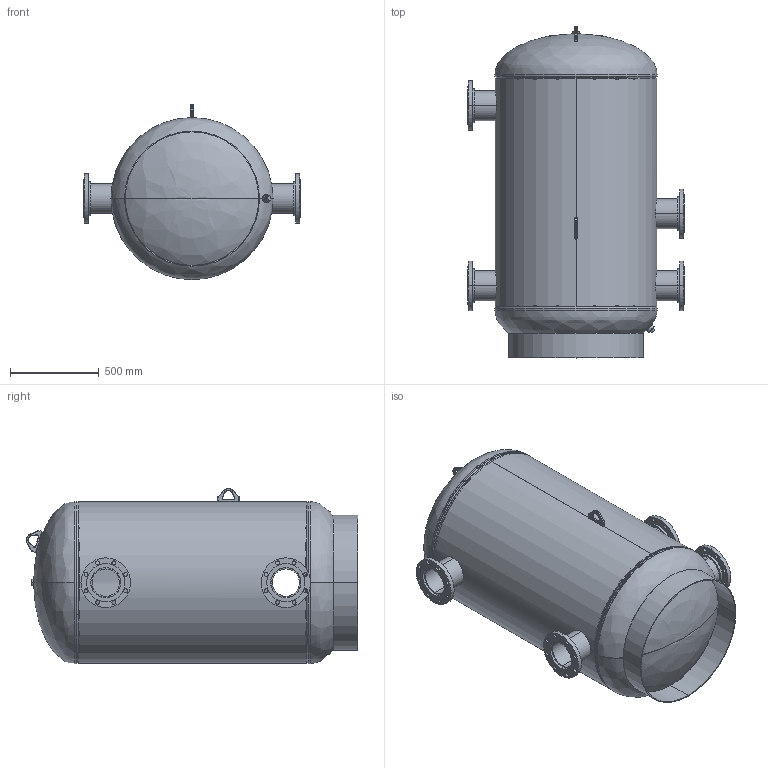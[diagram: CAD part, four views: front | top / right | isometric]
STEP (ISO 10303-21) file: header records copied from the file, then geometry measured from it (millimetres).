
FILE_DESCRIPTION (( 'STEP AP203' ), '1' );
FILE_NAME ('HBT-300-46.STEP', '2021-03-16T13:53:50', ( '' ), ( '' ), 'SwSTEP 2.0', 'SolidWorks 2021', '' );
FILE_SCHEMA (( 'CONFIG_CONTROL_DESIGN' ));
Length unit declared in the file: inch
Products named in the file (12): 9500050; 9200210; 9301110_6.125; 9500040; SORF FLANGES ASME B16.5_6 150# SA-105; HBT-300-46; 9400542; PLUGS_9500150; 55A0621_default; 99B0146; 99Q0648
Assembly tree (15 placements, depth 3):
  HBT-300-46
    99B0146
    9200210
    9200210
    9500040
    9500050
    PLUGS_9500150
    55A0621_default  x4
      9301110_6.125
      SORF FLANGES ASME B16.5_6 150# SA-105
    9400542  x2
    99Q0648
Bounding box: 1219.2 x 1871.74 x 989.13 mm (x, y, z)
Volume: 31763123.9 mm3; surface area: 13137874.1 mm2
Topology: 17 solids, 17 shells, 383 faces, 894 edges, 550 vertices
Faces by surface type: cylinder 216, plane 71, torus 56, cone 24, bspline 16
Entity records: 13804 total; most frequent: CARTESIAN_POINT 7289, DIRECTION 1184, ORIENTED_EDGE 996, AXIS2_PLACEMENT_3D 502, EDGE_CURVE 498, VERTEX_POINT 302, CIRCLE 280, EDGE_LOOP 260
